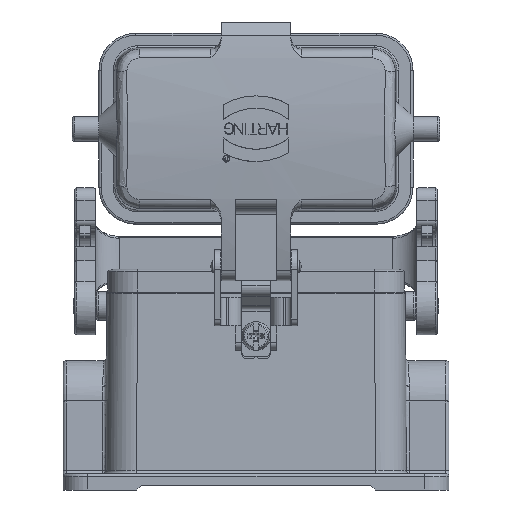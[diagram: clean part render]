
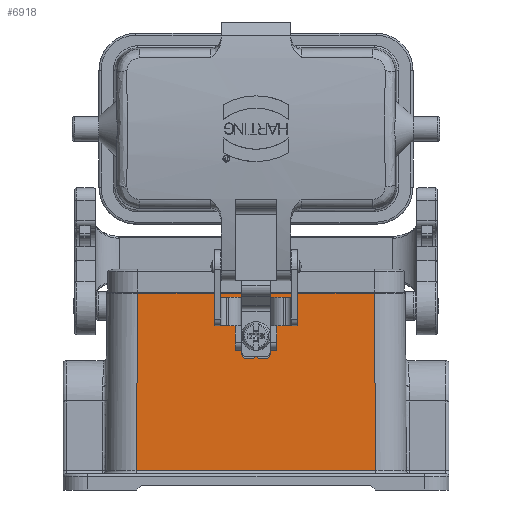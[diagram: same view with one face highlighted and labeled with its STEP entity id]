
A CAD part, front view. The second image highlights one B-rep face of the part: STEP entity #6918.
In plain terms, the highlighted planar face has unit normal (0, -1, 0.007).
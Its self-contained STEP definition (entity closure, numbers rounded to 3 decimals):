
#4926=ELLIPSE('',#24565,202.852,1.5);
#4927=ELLIPSE('',#24566,1.,1.);
#4928=ELLIPSE('',#24567,0.2,0.2);
#4929=ELLIPSE('',#24568,0.5,0.5);
#4930=ELLIPSE('',#24569,0.2,0.2);
#4931=ELLIPSE('',#24570,1.,1.);
#4932=ELLIPSE('',#24571,202.852,1.5);
#6918=ADVANCED_FACE('',(#8393),#7666,.T.);
#7666=PLANE('',#24572);
#8393=FACE_OUTER_BOUND('',#9394,.T.);
#9394=EDGE_LOOP('',(#12892,#12893,#12894,#12895,#12896,#12897,#12898,#12899,
#12900,#12901,#12902,#12903,#12904,#12905,#12906,#12907,#12908,#12909,#12910,
#12911,#12912,#12913,#12914,#12915,#12916,#12917));
#12892=ORIENTED_EDGE('',*,*,#18412,.F.);
#12893=ORIENTED_EDGE('',*,*,#18413,.T.);
#12894=ORIENTED_EDGE('',*,*,#18414,.F.);
#12895=ORIENTED_EDGE('',*,*,#18415,.T.);
#12896=ORIENTED_EDGE('',*,*,#18416,.T.);
#12897=ORIENTED_EDGE('',*,*,#18417,.T.);
#12898=ORIENTED_EDGE('',*,*,#18418,.T.);
#12899=ORIENTED_EDGE('',*,*,#18419,.T.);
#12900=ORIENTED_EDGE('',*,*,#18420,.F.);
#12901=ORIENTED_EDGE('',*,*,#18421,.F.);
#12902=ORIENTED_EDGE('',*,*,#18422,.F.);
#12903=ORIENTED_EDGE('',*,*,#18423,.F.);
#12904=ORIENTED_EDGE('',*,*,#18424,.F.);
#12905=ORIENTED_EDGE('',*,*,#18425,.T.);
#12906=ORIENTED_EDGE('',*,*,#18426,.T.);
#12907=ORIENTED_EDGE('',*,*,#18427,.T.);
#12908=ORIENTED_EDGE('',*,*,#18428,.T.);
#12909=ORIENTED_EDGE('',*,*,#18429,.T.);
#12910=ORIENTED_EDGE('',*,*,#18430,.F.);
#12911=ORIENTED_EDGE('',*,*,#18431,.T.);
#12912=ORIENTED_EDGE('',*,*,#18432,.F.);
#12913=ORIENTED_EDGE('',*,*,#18433,.T.);
#12914=ORIENTED_EDGE('',*,*,#18434,.T.);
#12915=ORIENTED_EDGE('',*,*,#18435,.T.);
#12916=ORIENTED_EDGE('',*,*,#18436,.T.);
#12917=ORIENTED_EDGE('',*,*,#18437,.T.);
#16184=VERTEX_POINT('',#40132);
#16185=VERTEX_POINT('',#40133);
#16186=VERTEX_POINT('',#40135);
#16187=VERTEX_POINT('',#40137);
#16188=VERTEX_POINT('',#40139);
#16189=VERTEX_POINT('',#40141);
#16190=VERTEX_POINT('',#40143);
#16191=VERTEX_POINT('',#40145);
#16192=VERTEX_POINT('',#40147);
#16193=VERTEX_POINT('',#40149);
#16194=VERTEX_POINT('',#40151);
#16195=VERTEX_POINT('',#40153);
#16196=VERTEX_POINT('',#40155);
#16197=VERTEX_POINT('',#40157);
#16198=VERTEX_POINT('',#40159);
#16199=VERTEX_POINT('',#40161);
#16200=VERTEX_POINT('',#40163);
#16201=VERTEX_POINT('',#40165);
#16202=VERTEX_POINT('',#40167);
#16203=VERTEX_POINT('',#40169);
#16204=VERTEX_POINT('',#40171);
#16205=VERTEX_POINT('',#40173);
#16206=VERTEX_POINT('',#40175);
#16207=VERTEX_POINT('',#40177);
#16208=VERTEX_POINT('',#40179);
#16209=VERTEX_POINT('',#40181);
#18412=EDGE_CURVE('',#16184,#16185,#20356,.T.);
#18413=EDGE_CURVE('',#16184,#16186,#20357,.T.);
#18414=EDGE_CURVE('',#16187,#16186,#4926,.T.);
#18415=EDGE_CURVE('',#16187,#16188,#20358,.T.);
#18416=EDGE_CURVE('',#16188,#16189,#20359,.T.);
#18417=EDGE_CURVE('',#16189,#16190,#20360,.T.);
#18418=EDGE_CURVE('',#16190,#16191,#4927,.T.);
#18419=EDGE_CURVE('',#16191,#16192,#20361,.T.);
#18420=EDGE_CURVE('',#16193,#16192,#4928,.T.);
#18421=EDGE_CURVE('',#16194,#16193,#20362,.T.);
#18422=EDGE_CURVE('',#16195,#16194,#4929,.T.);
#18423=EDGE_CURVE('',#16196,#16195,#20363,.T.);
#18424=EDGE_CURVE('',#16197,#16196,#4930,.T.);
#18425=EDGE_CURVE('',#16197,#16198,#20364,.T.);
#18426=EDGE_CURVE('',#16198,#16199,#4931,.T.);
#18427=EDGE_CURVE('',#16199,#16200,#20365,.T.);
#18428=EDGE_CURVE('',#16200,#16201,#20366,.T.);
#18429=EDGE_CURVE('',#16201,#16202,#20367,.T.);
#18430=EDGE_CURVE('',#16203,#16202,#4932,.T.);
#18431=EDGE_CURVE('',#16203,#16204,#20368,.T.);
#18432=EDGE_CURVE('',#16205,#16204,#20369,.T.);
#18433=EDGE_CURVE('',#16205,#16206,#20370,.T.);
#18434=EDGE_CURVE('',#16206,#16207,#20371,.T.);
#18435=EDGE_CURVE('',#16207,#16208,#20372,.T.);
#18436=EDGE_CURVE('',#16208,#16209,#20373,.T.);
#18437=EDGE_CURVE('',#16209,#16185,#20374,.T.);
#20356=LINE('',#40131,#21751);
#20357=LINE('',#40134,#21752);
#20358=LINE('',#40138,#21753);
#20359=LINE('',#40140,#21754);
#20360=LINE('',#40142,#21755);
#20361=LINE('',#40146,#21756);
#20362=LINE('',#40150,#21757);
#20363=LINE('',#40154,#21758);
#20364=LINE('',#40158,#21759);
#20365=LINE('',#40162,#21760);
#20366=LINE('',#40164,#21761);
#20367=LINE('',#40166,#21762);
#20368=LINE('',#40170,#21763);
#20369=LINE('',#40172,#21764);
#20370=LINE('',#40174,#21765);
#20371=LINE('',#40176,#21766);
#20372=LINE('',#40178,#21767);
#20373=LINE('',#40180,#21768);
#20374=LINE('',#40182,#21769);
#21751=VECTOR('',#27862,1.);
#21752=VECTOR('',#27863,1.);
#21753=VECTOR('',#27866,1.);
#21754=VECTOR('',#27867,1.);
#21755=VECTOR('',#27868,1.);
#21756=VECTOR('',#27871,1.);
#21757=VECTOR('',#27874,1.);
#21758=VECTOR('',#27877,1.);
#21759=VECTOR('',#27880,1.);
#21760=VECTOR('',#27883,1.);
#21761=VECTOR('',#27884,1.);
#21762=VECTOR('',#27885,1.);
#21763=VECTOR('',#27888,1.);
#21764=VECTOR('',#27889,1.);
#21765=VECTOR('',#27890,1.);
#21766=VECTOR('',#27891,1.);
#21767=VECTOR('',#27892,1.);
#21768=VECTOR('',#27893,1.);
#21769=VECTOR('',#27894,1.);
#24565=AXIS2_PLACEMENT_3D('',#40136,#27864,#27865);
#24566=AXIS2_PLACEMENT_3D('',#40144,#27869,#27870);
#24567=AXIS2_PLACEMENT_3D('',#40148,#27872,#27873);
#24568=AXIS2_PLACEMENT_3D('',#40152,#27875,#27876);
#24569=AXIS2_PLACEMENT_3D('',#40156,#27878,#27879);
#24570=AXIS2_PLACEMENT_3D('',#40160,#27881,#27882);
#24571=AXIS2_PLACEMENT_3D('',#40168,#27886,#27887);
#24572=AXIS2_PLACEMENT_3D('',#40183,#27895,#27896);
#27862=DIRECTION('',(0.,0.007,1.));
#27863=DIRECTION('',(1.,0.,0.));
#27864=DIRECTION('',(0.,-1.,0.007));
#27865=DIRECTION('',(0.,0.007,1.));
#27866=DIRECTION('',(-1.,0.,0.));
#27867=DIRECTION('',(0.,-0.007,-1.));
#27868=DIRECTION('',(-0.5,-0.006,-0.866));
#27869=DIRECTION('',(0.,1.,-0.007));
#27870=DIRECTION('',(0.,0.007,1.));
#27871=DIRECTION('',(-1.,0.,0.));
#27872=DIRECTION('',(0.,-1.,0.007));
#27873=DIRECTION('',(0.,0.007,1.));
#27874=DIRECTION('',(0.707,-0.005,-0.707));
#27875=DIRECTION('',(0.,1.,-0.007));
#27876=DIRECTION('',(0.,-0.007,-1.));
#27877=DIRECTION('',(0.707,0.005,0.707));
#27878=DIRECTION('',(0.,-1.,0.007));
#27879=DIRECTION('',(0.,0.007,1.));
#27880=DIRECTION('',(-1.,0.,0.));
#27881=DIRECTION('',(0.,1.,-0.007));
#27882=DIRECTION('',(0.,0.007,1.));
#27883=DIRECTION('',(-0.5,0.006,0.866));
#27884=DIRECTION('',(0.,0.007,1.));
#27885=DIRECTION('',(-1.,0.,0.));
#27886=DIRECTION('',(0.,-1.,0.007));
#27887=DIRECTION('',(0.,-0.007,-1.));
#27888=DIRECTION('',(1.,0.,0.));
#27889=DIRECTION('',(0.,-0.007,-1.));
#27890=DIRECTION('',(-1.,0.,0.));
#27891=DIRECTION('',(-0.009,-0.007,-1.));
#27892=DIRECTION('',(1.,0.,0.));
#27893=DIRECTION('',(-0.009,0.007,1.));
#27894=DIRECTION('',(-1.,0.,0.));
#27895=DIRECTION('',(0.,-1.,0.007));
#27896=DIRECTION('',(0.,-0.007,-1.));
#40131=CARTESIAN_POINT('',(1.6,-21.825,-38.25));
#40132=CARTESIAN_POINT('',(1.6,-21.518,3.273));
#40133=CARTESIAN_POINT('',(1.6,-21.5,5.7));
#40134=CARTESIAN_POINT('',(57.,-21.518,3.273));
#40135=CARTESIAN_POINT('',(3.6,-21.518,3.273));
#40136=CARTESIAN_POINT('',(3.6,-23.018,-199.573));
#40137=CARTESIAN_POINT('',(4.098,-21.603,-8.25));
#40138=CARTESIAN_POINT('',(57.,-21.603,-8.25));
#40139=CARTESIAN_POINT('',(3.5,-21.603,-8.25));
#40140=CARTESIAN_POINT('',(3.5,-21.825,-38.25));
#40141=CARTESIAN_POINT('',(3.5,-21.611,-9.25));
#40142=CARTESIAN_POINT('',(4.317,-21.6,-7.835));
#40143=CARTESIAN_POINT('',(3.211,-21.614,-9.75));
#40144=CARTESIAN_POINT('',(2.345,-21.611,-9.25));
#40145=CARTESIAN_POINT('',(2.345,-21.618,-10.25));
#40146=CARTESIAN_POINT('',(57.,-21.618,-10.25));
#40147=CARTESIAN_POINT('',(0.79,-21.618,-10.25));
#40148=CARTESIAN_POINT('',(0.79,-21.616,-10.05));
#40149=CARTESIAN_POINT('',(0.649,-21.618,-10.191));
#40150=CARTESIAN_POINT('',(42.853,-21.93,-52.396));
#40151=CARTESIAN_POINT('',(0.354,-21.615,-9.896));
#40152=CARTESIAN_POINT('',(0.,-21.618,-10.25));
#40153=CARTESIAN_POINT('',(-0.354,-21.615,-9.896));
#40154=CARTESIAN_POINT('',(14.145,-21.508,4.602));
#40155=CARTESIAN_POINT('',(-0.649,-21.618,-10.191));
#40156=CARTESIAN_POINT('',(-0.79,-21.616,-10.05));
#40157=CARTESIAN_POINT('',(-0.79,-21.618,-10.25));
#40158=CARTESIAN_POINT('',(57.,-21.618,-10.25));
#40159=CARTESIAN_POINT('',(-2.345,-21.618,-10.25));
#40160=CARTESIAN_POINT('',(-2.345,-21.611,-9.25));
#40161=CARTESIAN_POINT('',(-3.211,-21.614,-9.75));
#40162=CARTESIAN_POINT('',(24.182,-21.965,-57.196));
#40163=CARTESIAN_POINT('',(-3.5,-21.611,-9.25));
#40164=CARTESIAN_POINT('',(-3.5,-21.825,-38.25));
#40165=CARTESIAN_POINT('',(-3.5,-21.603,-8.25));
#40166=CARTESIAN_POINT('',(57.,-21.603,-8.25));
#40167=CARTESIAN_POINT('',(-4.098,-21.603,-8.25));
#40168=CARTESIAN_POINT('',(-3.6,-23.018,-199.573));
#40169=CARTESIAN_POINT('',(-3.6,-21.518,3.273));
#40170=CARTESIAN_POINT('',(57.,-21.518,3.273));
#40171=CARTESIAN_POINT('',(-1.6,-21.518,3.273));
#40172=CARTESIAN_POINT('',(-1.6,-21.825,-38.25));
#40173=CARTESIAN_POINT('',(-1.6,-21.5,5.7));
#40174=CARTESIAN_POINT('',(57.,-21.5,5.7));
#40175=CARTESIAN_POINT('',(-28.8,-21.5,5.7));
#40176=CARTESIAN_POINT('',(-29.169,-21.82,-37.515));
#40177=CARTESIAN_POINT('',(-29.168,-21.819,-37.456));
#40178=CARTESIAN_POINT('',(29.175,-21.819,-37.456));
#40179=CARTESIAN_POINT('',(29.168,-21.819,-37.456));
#40180=CARTESIAN_POINT('',(29.177,-21.827,-38.487));
#40181=CARTESIAN_POINT('',(28.8,-21.5,5.7));
#40182=CARTESIAN_POINT('',(57.,-21.5,5.7));
#40183=CARTESIAN_POINT('',(57.,-21.825,-38.25));
